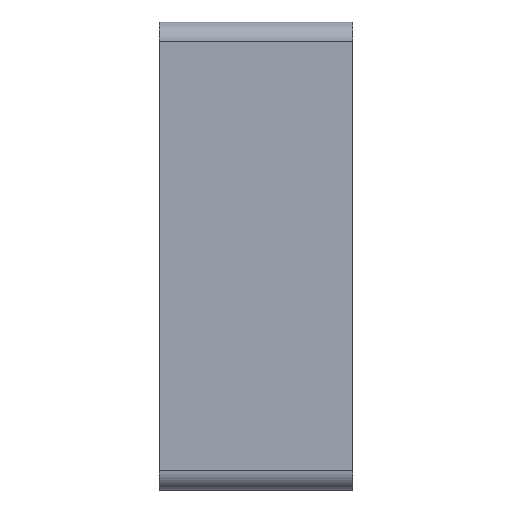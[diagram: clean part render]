
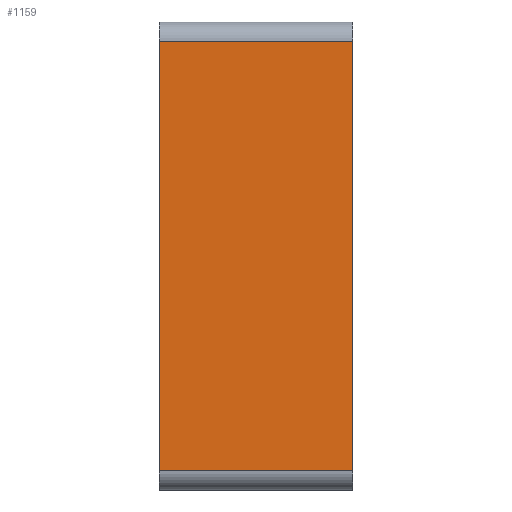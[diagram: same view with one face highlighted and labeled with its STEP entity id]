
A CAD part, left-side view. The second image highlights one B-rep face of the part: STEP entity #1159.
In plain terms, the highlighted planar face has unit normal (-1, 0, 0).
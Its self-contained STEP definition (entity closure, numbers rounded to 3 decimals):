
#297=CARTESIAN_POINT('',(-200.75,-3.0,-111.));
#298=VERTEX_POINT('',#297);
#348=CARTESIAN_POINT('',(-200.75,-3.0,111.));
#349=VERTEX_POINT('',#348);
#357=CARTESIAN_POINT('',(-200.75,-3.0,111.));
#358=DIRECTION('',(0.0,0.0,-1.0));
#359=VECTOR('',#358,222.);
#360=LINE('',#357,#359);
#361=EDGE_CURVE('',#349,#298,#360,.T.);
#789=CARTESIAN_POINT('',(-200.75,97.0,-111.));
#790=VERTEX_POINT('',#789);
#800=CARTESIAN_POINT('',(-200.75,97.0,111.));
#801=VERTEX_POINT('',#800);
#802=CARTESIAN_POINT('',(-200.75,97.0,-111.));
#803=DIRECTION('',(0.0,0.0,1.0));
#804=VECTOR('',#803,222.);
#805=LINE('',#802,#804);
#806=EDGE_CURVE('',#790,#801,#805,.T.);
#1037=CARTESIAN_POINT('',(-200.75,-3.0,-111.));
#1038=DIRECTION('',(0.0,1.0,0.0));
#1039=VECTOR('',#1038,100.0);
#1040=LINE('',#1037,#1039);
#1041=EDGE_CURVE('',#298,#790,#1040,.T.);
#1125=CARTESIAN_POINT('',(-200.75,97.0,111.));
#1126=DIRECTION('',(0.0,-1.0,0.0));
#1127=VECTOR('',#1126,100.0);
#1128=LINE('',#1125,#1127);
#1129=EDGE_CURVE('',#801,#349,#1128,.T.);
#1148=CARTESIAN_POINT('',(-200.75,0.0,-121.));
#1149=DIRECTION('',(-1.0,0.0,0.0));
#1150=DIRECTION('',(0.0,0.0,1.0));
#1151=AXIS2_PLACEMENT_3D('',#1148,#1149,#1150);
#1152=PLANE('',#1151);
#1153=ORIENTED_EDGE('',*,*,#1041,.F.);
#1154=ORIENTED_EDGE('',*,*,#361,.F.);
#1155=ORIENTED_EDGE('',*,*,#1129,.F.);
#1156=ORIENTED_EDGE('',*,*,#806,.F.);
#1157=EDGE_LOOP('',(#1153,#1154,#1155,#1156));
#1158=FACE_OUTER_BOUND('',#1157,.T.);
#1159=ADVANCED_FACE('',(#1158),#1152,.T.);
